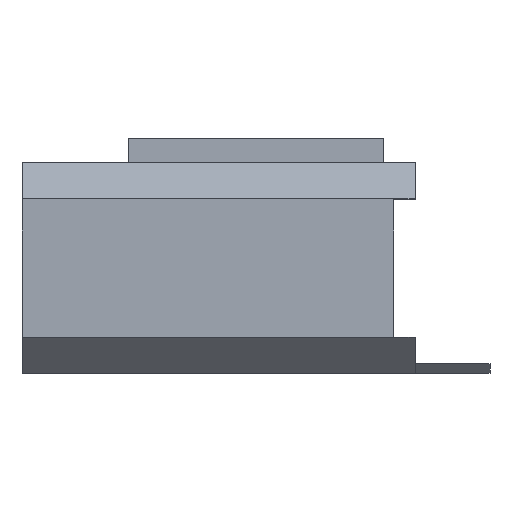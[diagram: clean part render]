
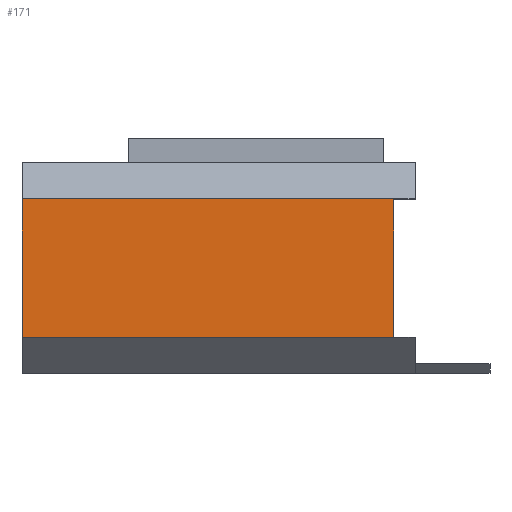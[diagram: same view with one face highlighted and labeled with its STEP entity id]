
A CAD part, left-side view. The second image highlights one B-rep face of the part: STEP entity #171.
In plain terms, the highlighted planar face has unit normal (-1, 0, 0).
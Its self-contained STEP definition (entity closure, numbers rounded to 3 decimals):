
#6 = VECTOR ( 'NONE', #958, 1000. ) ;
#145 = CARTESIAN_POINT ( 'NONE',  ( -21.984, 75., -14.325 ) ) ;
#171 = ADVANCED_FACE ( 'NONE', ( #190 ), #535, .T. ) ;
#190 = FACE_OUTER_BOUND ( 'NONE', #1168, .T. ) ;
#204 = EDGE_CURVE ( 'NONE', #567, #1482, #680, .T. ) ;
#233 = ORIENTED_EDGE ( 'NONE', *, *, #1568, .T. ) ;
#248 = CARTESIAN_POINT ( 'NONE',  ( -21.984, -2., -14.325 ) ) ;
#260 = LINE ( 'NONE', #1507, #1333 ) ;
#289 = CARTESIAN_POINT ( 'NONE',  ( -21.984, 75., 0. ) ) ;
#379 = DIRECTION ( 'NONE',  ( 0., -1., 0. ) ) ;
#447 = ORIENTED_EDGE ( 'NONE', *, *, #204, .T. ) ;
#451 = EDGE_CURVE ( 'NONE', #567, #617, #1334, .T. ) ;
#470 = CARTESIAN_POINT ( 'NONE',  ( -21.984, 75., 14.325 ) ) ;
#535 = PLANE ( 'NONE',  #577 ) ;
#543 = DIRECTION ( 'NONE',  ( 0., 0., -1. ) ) ;
#550 = DIRECTION ( 'NONE',  ( 0., 0., 1. ) ) ;
#554 = EDGE_CURVE ( 'NONE', #617, #1567, #1096, .T. ) ;
#561 = VECTOR ( 'NONE', #543, 1000. ) ;
#567 = VERTEX_POINT ( 'NONE', #1208 ) ;
#577 = AXIS2_PLACEMENT_3D ( 'NONE', #1431, #1564, #550 ) ;
#617 = VERTEX_POINT ( 'NONE', #1133 ) ;
#680 = LINE ( 'NONE', #289, #561 ) ;
#715 = ORIENTED_EDGE ( 'NONE', *, *, #554, .F. ) ;
#958 = DIRECTION ( 'NONE',  ( 0., 0., -1. ) ) ;
#1087 = CARTESIAN_POINT ( 'NONE',  ( -21.984, -2., 0. ) ) ;
#1096 = LINE ( 'NONE', #1087, #6 ) ;
#1102 = VECTOR ( 'NONE', #1476, 1000. ) ;
#1133 = CARTESIAN_POINT ( 'NONE',  ( -21.984, -2., 14.325 ) ) ;
#1168 = EDGE_LOOP ( 'NONE', ( #233, #715, #1367, #447 ) ) ;
#1208 = CARTESIAN_POINT ( 'NONE',  ( -21.984, 75., 14.325 ) ) ;
#1333 = VECTOR ( 'NONE', #379, 1000. ) ;
#1334 = LINE ( 'NONE', #470, #1102 ) ;
#1367 = ORIENTED_EDGE ( 'NONE', *, *, #451, .F. ) ;
#1431 = CARTESIAN_POINT ( 'NONE',  ( -21.984, 75., 0. ) ) ;
#1476 = DIRECTION ( 'NONE',  ( 0., -1., 0. ) ) ;
#1482 = VERTEX_POINT ( 'NONE', #145 ) ;
#1507 = CARTESIAN_POINT ( 'NONE',  ( -21.984, 75., -14.325 ) ) ;
#1564 = DIRECTION ( 'NONE',  ( -1., 0., 0. ) ) ;
#1567 = VERTEX_POINT ( 'NONE', #248 ) ;
#1568 = EDGE_CURVE ( 'NONE', #1482, #1567, #260, .T. ) ;
